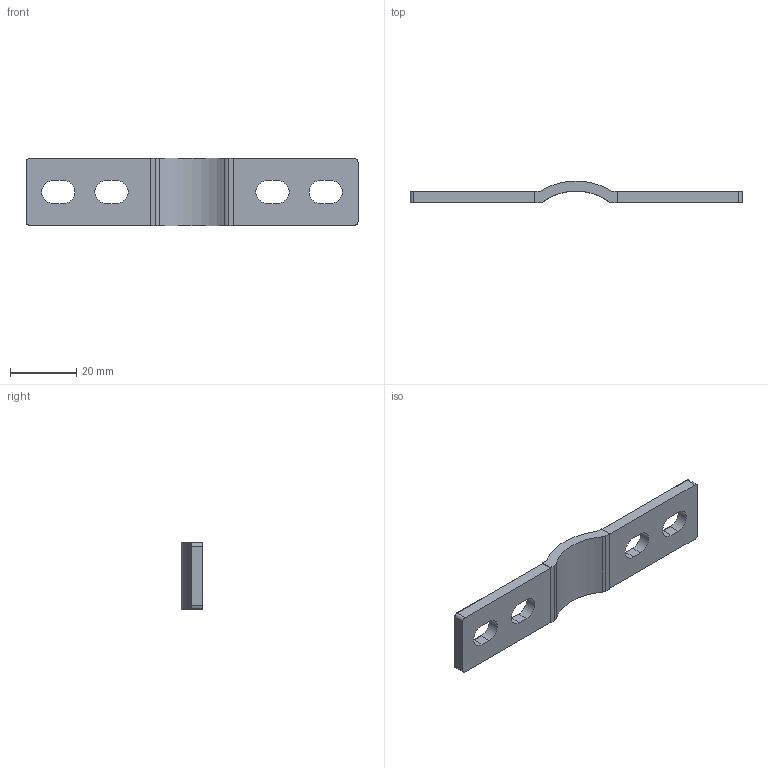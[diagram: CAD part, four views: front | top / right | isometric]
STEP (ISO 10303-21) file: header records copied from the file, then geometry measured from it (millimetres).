
FILE_DESCRIPTION(/* description */ (''),/* implementation_level */ '2;1');
FILE_NAME(/* name */ 'Zellverbinder_100mm M6 v6.step',/* time_stamp */ '2021-09-23T09:43:09+02:00',/* author */ (''),/* organization */ (''),/* preprocessor_version */ 'ST-DEVELOPER v18.1',/* originating_system */ 'Autodesk Translation Framework v10.10.0.1391',/* authorisation */ '');
FILE_SCHEMA (('AUTOMOTIVE_DESIGN { 1 0 10303 214 3 1 1 }'));
Length unit declared in the file: millimetre
Products named in the file (1): Zellverbinder_100mm M6
Bounding box: 100 x 6.55 x 20.4 mm (x, y, z)
Volume: 6097.4 mm3; surface area: 4804.2 mm2
Topology: 1 solids, 1 shells, 80 faces, 202 edges, 125 vertices
Faces by surface type: plane 38, cylinder 30, torus 12
Entity records: 2460 total; most frequent: DIRECTION 436, CARTESIAN_POINT 408, ORIENTED_EDGE 404, EDGE_CURVE 202, AXIS2_PLACEMENT_3D 153, LINE 130, VECTOR 130, VERTEX_POINT 125
